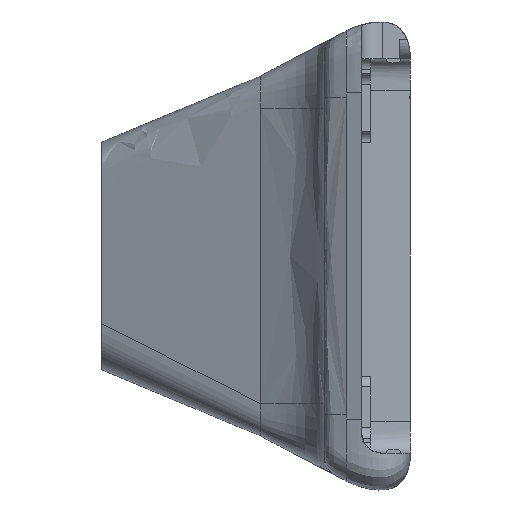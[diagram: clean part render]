
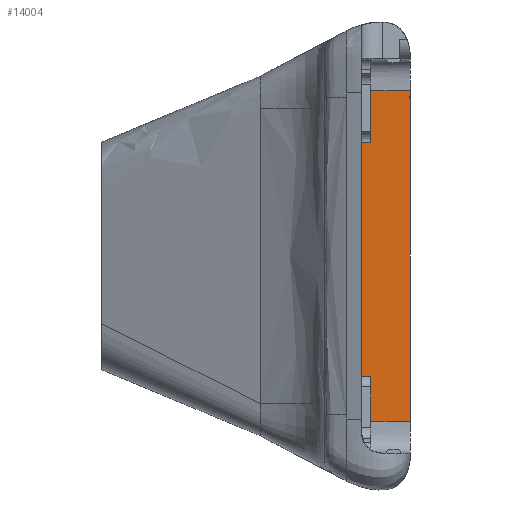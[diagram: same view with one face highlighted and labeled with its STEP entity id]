
A CAD part, left-side view. The second image highlights one B-rep face of the part: STEP entity #14004.
In plain terms, the highlighted planar face has unit normal (-1, 0, 0).
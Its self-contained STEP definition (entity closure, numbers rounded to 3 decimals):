
#193 = CARTESIAN_POINT ( 'NONE',  ( 32.2, 0., 57.5 ) ) ;
#406 = CARTESIAN_POINT ( 'NONE',  ( 32.2, 1.85, 49.8 ) ) ;
#459 = CARTESIAN_POINT ( 'NONE',  ( 32.2, 49.301, 48.3 ) ) ;
#529 = DIRECTION ( 'NONE',  ( 0., 0., -1. ) ) ;
#1076 = LINE ( 'NONE', #9602, #4350 ) ;
#1094 = EDGE_CURVE ( 'NONE', #11541, #6389, #13040, .T. ) ;
#1746 = VERTEX_POINT ( 'NONE', #6494 ) ;
#1850 = VECTOR ( 'NONE', #11909, 1000. ) ;
#2538 = LINE ( 'NONE', #20403, #8346 ) ;
#2621 = ORIENTED_EDGE ( 'NONE', *, *, #19855, .T. ) ;
#2661 = ORIENTED_EDGE ( 'NONE', *, *, #1094, .T. ) ;
#2835 = LINE ( 'NONE', #17581, #10184 ) ;
#3236 = CARTESIAN_POINT ( 'NONE',  ( 32.2, 0., 49.833 ) ) ;
#3682 = EDGE_CURVE ( 'NONE', #15616, #18489, #15831, .T. ) ;
#4350 = VECTOR ( 'NONE', #20994, 1000. ) ;
#4530 = ORIENTED_EDGE ( 'NONE', *, *, #7209, .T. ) ;
#4564 = EDGE_CURVE ( 'NONE', #6394, #16666, #13267, .T. ) ;
#5163 = EDGE_CURVE ( 'NONE', #11815, #18489, #9686, .T. ) ;
#5534 = CARTESIAN_POINT ( 'NONE',  ( 32.2, 0., 65.2 ) ) ;
#5603 = CARTESIAN_POINT ( 'NONE',  ( 32.2, 0., 65.133 ) ) ;
#5616 = ORIENTED_EDGE ( 'NONE', *, *, #13441, .F. ) ;
#5644 = CARTESIAN_POINT ( 'NONE',  ( 32.2, 0., 49.9 ) ) ;
#6148 = ORIENTED_EDGE ( 'NONE', *, *, #6952, .T. ) ;
#6324 = CARTESIAN_POINT ( 'NONE',  ( 32.2, 1.85, 48.3 ) ) ;
#6372 = VERTEX_POINT ( 'NONE', #5644 ) ;
#6378 = CARTESIAN_POINT ( 'NONE',  ( 32.2, 0., 65.2 ) ) ;
#6389 = VERTEX_POINT ( 'NONE', #10548 ) ;
#6394 = VERTEX_POINT ( 'NONE', #17020 ) ;
#6494 = CARTESIAN_POINT ( 'NONE',  ( 32.2, 3.382, 62.806 ) ) ;
#6743 = CARTESIAN_POINT ( 'NONE',  ( 32.2, 1.85, 51.9 ) ) ;
#6871 = PLANE ( 'NONE',  #17363 ) ;
#6952 = EDGE_CURVE ( 'NONE', #12322, #16666, #2835, .T. ) ;
#7209 = EDGE_CURVE ( 'NONE', #6394, #1746, #1076, .T. ) ;
#7654 = VECTOR ( 'NONE', #13004, 1000. ) ;
#7892 = CARTESIAN_POINT ( 'NONE',  ( 32.2, 0., 61.3 ) ) ;
#8044 = CARTESIAN_POINT ( 'NONE',  ( 32.2, 0., 49.867 ) ) ;
#8172 = DIRECTION ( 'NONE',  ( 0., 0., 1. ) ) ;
#8346 = VECTOR ( 'NONE', #13631, 1000. ) ;
#8529 = ORIENTED_EDGE ( 'NONE', *, *, #5163, .T. ) ;
#8619 = LINE ( 'NONE', #11919, #10401 ) ;
#8726 = VECTOR ( 'NONE', #8172, 1000. ) ;
#8784 = CARTESIAN_POINT ( 'NONE',  ( 32.2, -0.273, 49.8 ) ) ;
#8947 = VECTOR ( 'NONE', #9457, 1000. ) ;
#9457 = DIRECTION ( 'NONE',  ( 0., 0., 1. ) ) ;
#9550 = ORIENTED_EDGE ( 'NONE', *, *, #15672, .F. ) ;
#9602 = CARTESIAN_POINT ( 'NONE',  ( 32.2, 3.382, 62.806 ) ) ;
#9686 = LINE ( 'NONE', #18132, #7654 ) ;
#9740 = CARTESIAN_POINT ( 'NONE',  ( 32.2, 0., 49.8 ) ) ;
#10127 = ORIENTED_EDGE ( 'NONE', *, *, #4564, .F. ) ;
#10184 = VECTOR ( 'NONE', #16158, 1000. ) ;
#10248 = B_SPLINE_CURVE_WITH_KNOTS ( 'NONE', 3,
 ( #11237, #8044, #3236, #9740 ),
 .UNSPECIFIED., .F., .F.,
 ( 4, 4 ),
 ( 0., 0. ),
 .UNSPECIFIED. ) ;
#10401 = VECTOR ( 'NONE', #16485, 1000. ) ;
#10523 = ORIENTED_EDGE ( 'NONE', *, *, #3682, .F. ) ;
#10548 = CARTESIAN_POINT ( 'NONE',  ( 32.2, 0., 65.1 ) ) ;
#11237 = CARTESIAN_POINT ( 'NONE',  ( 32.2, 0., 49.9 ) ) ;
#11541 = VERTEX_POINT ( 'NONE', #193 ) ;
#11815 = VERTEX_POINT ( 'NONE', #19990 ) ;
#11909 = DIRECTION ( 'NONE',  ( 0., 1., 0. ) ) ;
#11919 = CARTESIAN_POINT ( 'NONE',  ( 32.2, 0., 53.7 ) ) ;
#12322 = VERTEX_POINT ( 'NONE', #6378 ) ;
#12736 = ORIENTED_EDGE ( 'NONE', *, *, #14964, .T. ) ;
#12866 = EDGE_CURVE ( 'NONE', #6372, #11541, #8619, .T. ) ;
#13004 = DIRECTION ( 'NONE',  ( 0., 0., -1. ) ) ;
#13040 = LINE ( 'NONE', #7892, #8726 ) ;
#13267 = LINE ( 'NONE', #6324, #8947 ) ;
#13441 = EDGE_CURVE ( 'NONE', #16953, #1746, #2538, .T. ) ;
#13491 = DIRECTION ( 'NONE',  ( 1., 0., 0. ) ) ;
#13631 = DIRECTION ( 'NONE',  ( 0., 0., 1. ) ) ;
#14004 = ADVANCED_FACE ( 'NONE', ( #17300 ), #6871, .F. ) ;
#14964 = EDGE_CURVE ( 'NONE', #16953, #11815, #19929, .T. ) ;
#15616 = VERTEX_POINT ( 'NONE', #19294 ) ;
#15639 = ORIENTED_EDGE ( 'NONE', *, *, #12866, .T. ) ;
#15672 = EDGE_CURVE ( 'NONE', #6372, #15616, #10248, .T. ) ;
#15831 = LINE ( 'NONE', #8784, #1850 ) ;
#15981 = B_SPLINE_CURVE_WITH_KNOTS ( 'NONE', 3,
 ( #17195, #5603, #16916, #5534 ),
 .UNSPECIFIED., .F., .F.,
 ( 4, 4 ),
 ( 0., 0. ),
 .UNSPECIFIED. ) ;
#15995 = CARTESIAN_POINT ( 'NONE',  ( 32.2, 1.85, 65.2 ) ) ;
#16066 = CARTESIAN_POINT ( 'NONE',  ( 32.2, 3.382, 51.9 ) ) ;
#16158 = DIRECTION ( 'NONE',  ( 0., 1., 0. ) ) ;
#16485 = DIRECTION ( 'NONE',  ( 0., 0., 1. ) ) ;
#16666 = VERTEX_POINT ( 'NONE', #15995 ) ;
#16916 = CARTESIAN_POINT ( 'NONE',  ( 32.2, 0., 65.167 ) ) ;
#16953 = VERTEX_POINT ( 'NONE', #16066 ) ;
#17020 = CARTESIAN_POINT ( 'NONE',  ( 32.2, 1.85, 62.806 ) ) ;
#17195 = CARTESIAN_POINT ( 'NONE',  ( 32.2, 0., 65.1 ) ) ;
#17300 = FACE_OUTER_BOUND ( 'NONE', #20756, .T. ) ;
#17363 = AXIS2_PLACEMENT_3D ( 'NONE', #459, #13491, #529 ) ;
#17581 = CARTESIAN_POINT ( 'NONE',  ( 32.2, -69.129, 65.2 ) ) ;
#18129 = DIRECTION ( 'NONE',  ( 0., -1., 0. ) ) ;
#18132 = CARTESIAN_POINT ( 'NONE',  ( 32.2, 1.85, 48.3 ) ) ;
#18411 = VECTOR ( 'NONE', #18129, 1000. ) ;
#18489 = VERTEX_POINT ( 'NONE', #406 ) ;
#19294 = CARTESIAN_POINT ( 'NONE',  ( 32.2, 0., 49.8 ) ) ;
#19855 = EDGE_CURVE ( 'NONE', #6389, #12322, #15981, .T. ) ;
#19929 = LINE ( 'NONE', #6743, #18411 ) ;
#19990 = CARTESIAN_POINT ( 'NONE',  ( 32.2, 1.85, 51.9 ) ) ;
#20403 = CARTESIAN_POINT ( 'NONE',  ( 32.2, 3.382, 51.4 ) ) ;
#20756 = EDGE_LOOP ( 'NONE', ( #5616, #12736, #8529, #10523, #9550, #15639, #2661, #2621, #6148, #10127, #4530 ) ) ;
#20994 = DIRECTION ( 'NONE',  ( 0., 1., 0. ) ) ;
